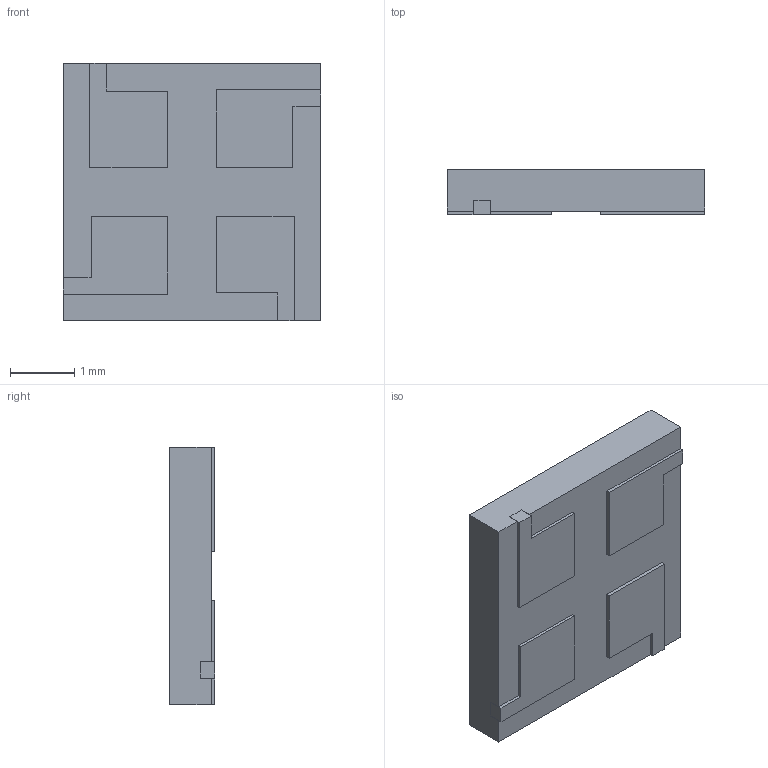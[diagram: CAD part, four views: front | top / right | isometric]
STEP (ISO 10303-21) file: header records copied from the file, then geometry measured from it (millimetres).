
FILE_DESCRIPTION (( 'STEP AP214' ), '1' );
FILE_NAME ('512AF.STEP', '2024-05-08T09:49:12', ( 'LENOVO' ), ( '' ), 'SwSTEP 2.0', 'SolidWorks 2021', '' );
FILE_SCHEMA (( 'AUTOMOTIVE_DESIGN' ));
Length unit declared in the file: millimetre
Products named in the file (2): 512AF_512AF; 512AF
Assembly tree (1 placements, depth 2):
  512AF
    512AF_512AF
Bounding box: 4 x 0.7 x 4 mm (x, y, z)
Volume: 10.7 mm3; surface area: 86.4 mm2
Topology: 11 solids, 11 shells, 120 faces, 288 edges, 192 vertices
Faces by surface type: plane 116, cylinder 4
Entity records: 3592 total; most frequent: CARTESIAN_POINT 604, ORIENTED_EDGE 576, DIRECTION 544, EDGE_CURVE 288, VECTOR 280, LINE 280, VERTEX_POINT 192, AXIS2_PLACEMENT_3D 132
